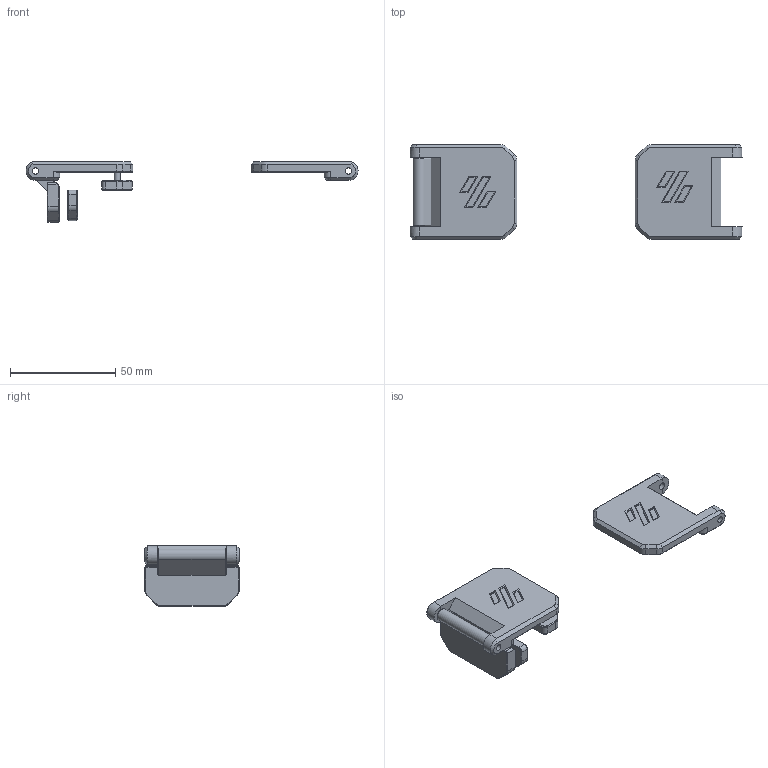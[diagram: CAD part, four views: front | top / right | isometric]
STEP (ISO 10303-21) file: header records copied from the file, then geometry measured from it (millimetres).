
FILE_DESCRIPTION(/* description */ (''),/* implementation_level */ '2;1');
FILE_NAME(/* name */ '270-Hinge-Parametric v6.step',/* time_stamp */ '2023-03-31T14:58:16+02:00',/* author */ (''),/* organization */ (''),/* preprocessor_version */ 'ST-DEVELOPER v19.2',/* originating_system */ 'Autodesk Translation Framework v11.17.0.187',/* authorisation */ '');
FILE_SCHEMA (('AUTOMOTIVE_DESIGN { 1 0 10303 214 3 1 1 }'));
Length unit declared in the file: millimetre
Products named in the file (7): 270-Hinge-Parametric; Hinge; FacePlate; SideMount; BackPlate; 91294A132_NO THREADS_Black-Oxide Alloy Steel Hex Drive Flat Head Scre
w; Backplate_1
Assembly tree (7 placements, depth 3):
  270-Hinge-Parametric
    Hinge
      FacePlate
      SideMount
      BackPlate
    Backplate_1  x2
    91294A132_NO THREADS_Black-Oxide Alloy Steel Hex Drive Flat Head Scre
w
Bounding box: 158 x 45 x 29 mm (x, y, z)
Volume: 31590.9 mm3; surface area: 17752.1 mm2
Topology: 6 solids, 6 shells, 324 faces, 737 edges, 438 vertices
Faces by surface type: plane 198, cone 72, cylinder 54
Full cylindrical faces by diameter (mm): 3 x3, 3.2 x1, 3.4 x6, 4.7 x6, 5.9 x2, 6 x1
Entity records: 7987 total; most frequent: DIRECTION 1391, CARTESIAN_POINT 1344, ORIENTED_EDGE 1286, EDGE_CURVE 643, LINE 469, VECTOR 469, AXIS2_PLACEMENT_3D 461, VERTEX_POINT 384
